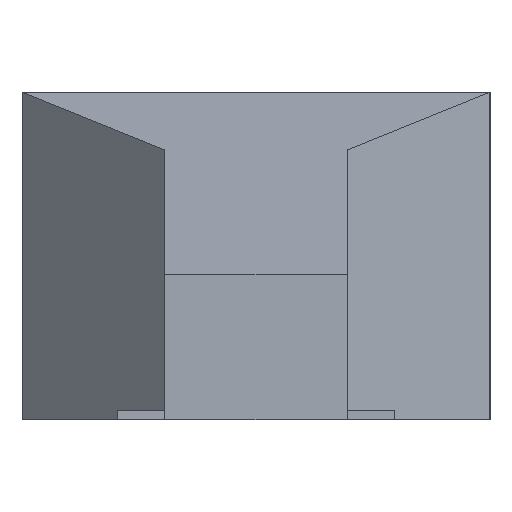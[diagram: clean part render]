
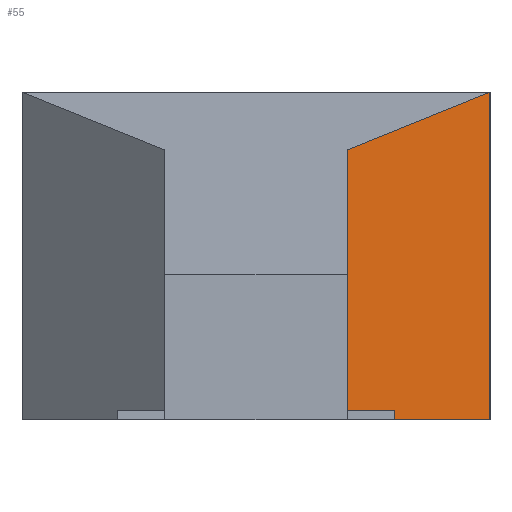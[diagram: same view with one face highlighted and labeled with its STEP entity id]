
A CAD part, left-side view. The second image highlights one B-rep face of the part: STEP entity #55.
In plain terms, the highlighted planar face has unit normal (-0.707, -0.707, 0).
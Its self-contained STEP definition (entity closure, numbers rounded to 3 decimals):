
#55=ADVANCED_FACE('',(#85),#86,.T.);
#85=FACE_OUTER_BOUND('',#126,.T.);
#86=PLANE('',#127);
#126=EDGE_LOOP('',(#225,#226,#227,#228,#229,#230));
#127=AXIS2_PLACEMENT_3D('',#231,#232,#233);
#225=ORIENTED_EDGE('',*,*,#343,.T.);
#226=ORIENTED_EDGE('',*,*,#363,.F.);
#227=ORIENTED_EDGE('',*,*,#350,.T.);
#228=ORIENTED_EDGE('',*,*,#338,.T.);
#229=ORIENTED_EDGE('',*,*,#364,.F.);
#230=ORIENTED_EDGE('',*,*,#358,.T.);
#231=CARTESIAN_POINT('',(33.0,-9.75,0.0));
#232=DIRECTION('',(-0.707,-0.707,0.0));
#233=DIRECTION('',(0.707,-0.707,0.0));
#338=EDGE_CURVE('',#409,#410,#411,.T.);
#343=EDGE_CURVE('',#420,#417,#421,.T.);
#350=EDGE_CURVE('',#433,#409,#434,.T.);
#358=EDGE_CURVE('',#447,#420,#448,.T.);
#363=EDGE_CURVE('',#433,#417,#454,.T.);
#364=EDGE_CURVE('',#447,#410,#455,.T.);
#409=VERTEX_POINT('',#516);
#410=VERTEX_POINT('',#517);
#411=LINE('',#518,#519);
#417=VERTEX_POINT('',#528);
#420=VERTEX_POINT('',#532);
#421=LINE('',#533,#534);
#433=VERTEX_POINT('',#552);
#434=LINE('',#553,#554);
#447=VERTEX_POINT('',#574);
#448=LINE('',#575,#576);
#454=LINE('',#586,#587);
#455=LINE('',#588,#589);
#516=CARTESIAN_POINT('',(38.0,-14.75,1.));
#517=CARTESIAN_POINT('',(38.0,-14.75,0.0));
#518=CARTESIAN_POINT('',(38.0,-14.75,0.5));
#519=VECTOR('',#644,10.0);
#528=CARTESIAN_POINT('',(33.0,-9.75,28.833));
#532=CARTESIAN_POINT('',(48.25,-25.,34.994));
#533=CARTESIAN_POINT('',(42.14,-18.89,32.526));
#534=VECTOR('',#649,10.0);
#552=CARTESIAN_POINT('',(33.0,-9.75,1.));
#553=CARTESIAN_POINT('',(26.813,-3.563,1.));
#554=VECTOR('',#656,10.0);
#574=CARTESIAN_POINT('',(48.25,-25.,0.0));
#575=CARTESIAN_POINT('',(48.25,-25.,0.0));
#576=VECTOR('',#664,10.0);
#586=CARTESIAN_POINT('',(33.0,-9.75,0.0));
#587=VECTOR('',#669,10.0);
#588=CARTESIAN_POINT('',(48.25,-25.,0.0));
#589=VECTOR('',#670,10.0);
#644=DIRECTION('',(0.0,0.0,-1.0));
#649=DIRECTION('',(-0.68,0.68,-0.275));
#656=DIRECTION('',(0.707,-0.707,0.));
#664=DIRECTION('',(0.0,0.0,1.0));
#669=DIRECTION('',(0.0,0.0,1.0));
#670=DIRECTION('',(-0.707,0.707,0.0));
